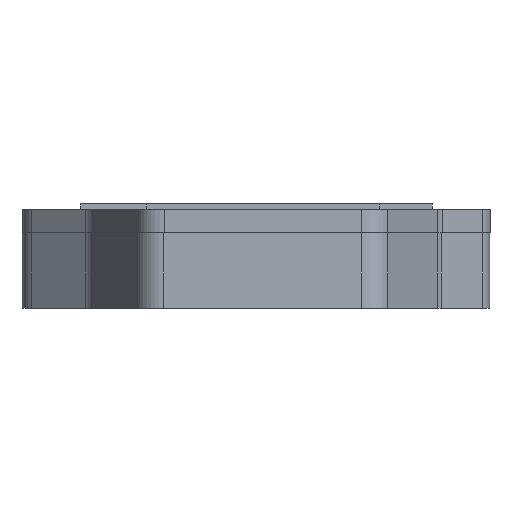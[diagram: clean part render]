
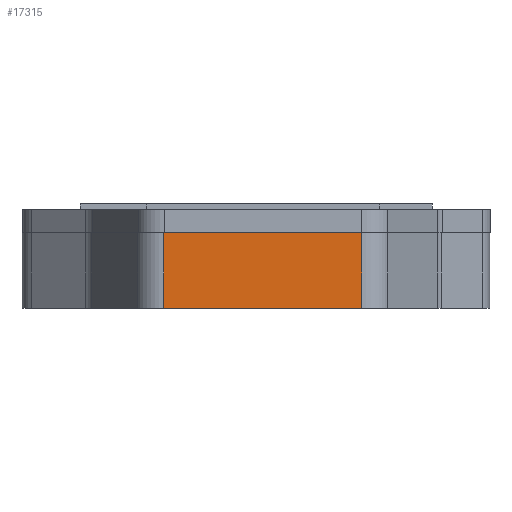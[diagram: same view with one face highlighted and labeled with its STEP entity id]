
A CAD part, front view. The second image highlights one B-rep face of the part: STEP entity #17315.
In plain terms, the highlighted planar face has unit normal (0, -1, 0).
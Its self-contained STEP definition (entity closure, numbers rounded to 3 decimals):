
#1967=FACE_OUTER_BOUND('',#2875,.T.);
#2875=EDGE_LOOP('',(#14695,#14696,#14697,#14698));
#4587=LINE('',#26609,#6477);
#4634=LINE('',#26732,#6524);
#4659=LINE('',#26805,#6549);
#4660=LINE('',#26807,#6550);
#6477=VECTOR('',#21871,10.);
#6524=VECTOR('',#21968,10.);
#6549=VECTOR('',#22037,10.);
#6550=VECTOR('',#22040,10.);
#8595=VERTEX_POINT('',#26606);
#8596=VERTEX_POINT('',#26608);
#8646=VERTEX_POINT('',#26729);
#8647=VERTEX_POINT('',#26731);
#11053=EDGE_CURVE('',#8595,#8596,#4587,.T.);
#11115=EDGE_CURVE('',#8646,#8647,#4634,.T.);
#11152=EDGE_CURVE('',#8647,#8595,#4659,.T.);
#11153=EDGE_CURVE('',#8596,#8646,#4660,.T.);
#14695=ORIENTED_EDGE('',*,*,#11152,.F.);
#14696=ORIENTED_EDGE('',*,*,#11115,.F.);
#14697=ORIENTED_EDGE('',*,*,#11153,.F.);
#14698=ORIENTED_EDGE('',*,*,#11053,.F.);
#16585=PLANE('',#18629);
#17315=ADVANCED_FACE('',(#1967),#16585,.T.);
#18629=AXIS2_PLACEMENT_3D('',#26806,#22038,#22039);
#21871=DIRECTION('',(1.,0.,0.));
#21968=DIRECTION('',(-1.,0.,0.));
#22037=DIRECTION('',(0.,0.,1.));
#22038=DIRECTION('center_axis',(0.,-1.,0.));
#22039=DIRECTION('ref_axis',(1.,0.,0.));
#22040=DIRECTION('',(0.,0.,-1.));
#26606=CARTESIAN_POINT('',(-6.333,-51.207,13.));
#26608=CARTESIAN_POINT('',(27.786,-51.207,13.));
#26609=CARTESIAN_POINT('',(30.877,-51.207,13.));
#26729=CARTESIAN_POINT('',(27.786,-51.207,0.));
#26731=CARTESIAN_POINT('',(-6.333,-51.207,0.));
#26732=CARTESIAN_POINT('',(30.877,-51.207,0.));
#26805=CARTESIAN_POINT('',(-6.333,-51.207,0.));
#26806=CARTESIAN_POINT('Origin',(-9.423,-51.207,0.));
#26807=CARTESIAN_POINT('',(27.786,-51.207,0.));
